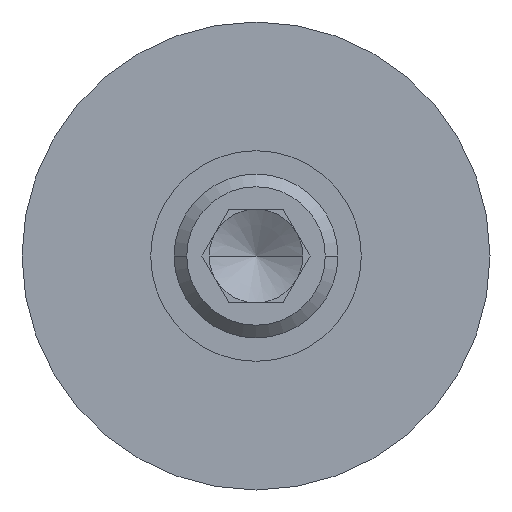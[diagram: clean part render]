
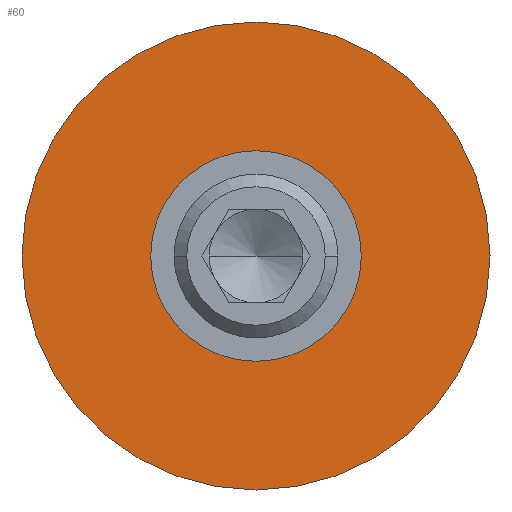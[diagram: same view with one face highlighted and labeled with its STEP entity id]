
A CAD part, left-side view. The second image highlights one B-rep face of the part: STEP entity #60.
In plain terms, the highlighted planar face has unit normal (-1, 0, 0).
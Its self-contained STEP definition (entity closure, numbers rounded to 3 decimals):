
#60=ADVANCED_FACE('',(#99,#100),#101,.T.);
#99=FACE_OUTER_BOUND('',#149,.T.);
#100=FACE_BOUND('',#150,.T.);
#101=PLANE('',#151);
#149=EDGE_LOOP('',(#271,#272));
#150=EDGE_LOOP('',(#273,#274));
#151=AXIS2_PLACEMENT_3D('',#275,#276,#277);
#271=ORIENTED_EDGE('',*,*,#349,.F.);
#272=ORIENTED_EDGE('',*,*,#377,.F.);
#273=ORIENTED_EDGE('',*,*,#355,.T.);
#274=ORIENTED_EDGE('',*,*,#375,.T.);
#275=CARTESIAN_POINT('',(-28.4,14.5,0.0));
#276=DIRECTION('',(-1.0,-0.0,0.0));
#277=DIRECTION('',(0.0,-1.0,-0.0));
#349=EDGE_CURVE('',#407,#410,#411,.T.);
#355=EDGE_CURVE('',#416,#420,#422,.T.);
#375=EDGE_CURVE('',#420,#416,#454,.T.);
#377=EDGE_CURVE('',#410,#407,#456,.T.);
#407=VERTEX_POINT('',#494);
#410=VERTEX_POINT('',#498);
#411=CIRCLE('',#499,20.0);
#416=VERTEX_POINT('',#505);
#420=VERTEX_POINT('',#510);
#422=CIRCLE('',#513,9.0);
#454=CIRCLE('',#563,9.0);
#456=CIRCLE('',#565,20.0);
#494=CARTESIAN_POINT('',(-28.4,20.0,0.0));
#498=CARTESIAN_POINT('',(-28.4,-20.0,0.));
#499=AXIS2_PLACEMENT_3D('',#595,#596,#597);
#505=CARTESIAN_POINT('',(-28.4,9.0,0.0));
#510=CARTESIAN_POINT('',(-28.4,-9.0,0.));
#513=AXIS2_PLACEMENT_3D('',#607,#608,#609);
#563=AXIS2_PLACEMENT_3D('',#631,#632,#633);
#565=AXIS2_PLACEMENT_3D('',#637,#638,#639);
#595=CARTESIAN_POINT('',(-28.4,0.0,0.0));
#596=DIRECTION('',(1.0,0.0,0.0));
#597=DIRECTION('',(0.0,1.0,0.0));
#607=CARTESIAN_POINT('',(-28.4,0.0,0.0));
#608=DIRECTION('',(1.0,0.0,0.0));
#609=DIRECTION('',(0.0,1.0,0.0));
#631=CARTESIAN_POINT('',(-28.4,0.0,0.0));
#632=DIRECTION('',(1.0,0.0,0.0));
#633=DIRECTION('',(0.0,1.0,0.0));
#637=CARTESIAN_POINT('',(-28.4,0.0,0.0));
#638=DIRECTION('',(1.0,0.0,0.0));
#639=DIRECTION('',(0.0,1.0,0.0));
